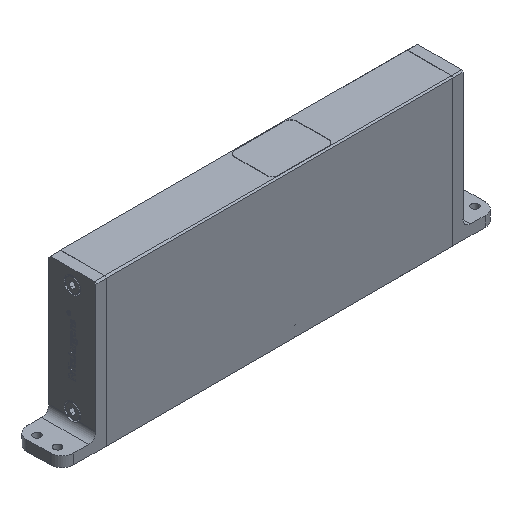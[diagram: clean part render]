
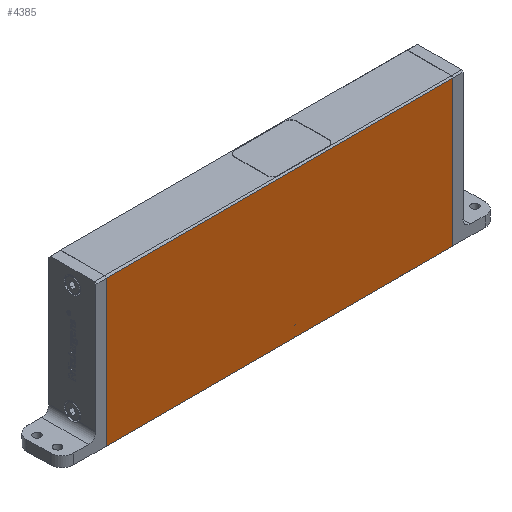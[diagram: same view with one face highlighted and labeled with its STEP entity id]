
A CAD part, isometric view. The second image highlights one B-rep face of the part: STEP entity #4385.
In plain terms, the highlighted planar face has unit normal (0, -1, 0).
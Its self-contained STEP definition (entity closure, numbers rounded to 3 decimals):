
#63 = CARTESIAN_POINT ( 'NONE',  ( 32., -16., 0. ) ) ;
#849 = ORIENTED_EDGE ( 'NONE', *, *, #5453, .F. ) ;
#1046 = EDGE_LOOP ( 'NONE', ( #849, #10066, #19333, #14622 ) ) ;
#2550 = DIRECTION ( 'NONE',  ( 0., -1., 0. ) ) ;
#4073 = DIRECTION ( 'NONE',  ( 0., 0., -1. ) ) ;
#4385 = ADVANCED_FACE ( 'NONE', ( #22160 ), #20399, .T. ) ;
#4576 = VECTOR ( 'NONE', #14233, 1000. ) ;
#5022 = VERTEX_POINT ( 'NONE', #19640 ) ;
#5131 = EDGE_CURVE ( 'NONE', #5022, #7276, #9686, .T. ) ;
#5453 = EDGE_CURVE ( 'NONE', #5022, #18931, #15977, .T. ) ;
#6401 = EDGE_CURVE ( 'NONE', #11846, #7276, #9616, .T. ) ;
#7276 = VERTEX_POINT ( 'NONE', #15976 ) ;
#7580 = LINE ( 'NONE', #14702, #4576 ) ;
#8384 = AXIS2_PLACEMENT_3D ( 'NONE', #22615, #2550, #15489 ) ;
#9616 = LINE ( 'NONE', #11366, #15511 ) ;
#9686 = LINE ( 'NONE', #16591, #15279 ) ;
#10066 = ORIENTED_EDGE ( 'NONE', *, *, #5131, .T. ) ;
#11366 = CARTESIAN_POINT ( 'NONE',  ( -202.7, -16., 8. ) ) ;
#11846 = VERTEX_POINT ( 'NONE', #21641 ) ;
#12568 = EDGE_CURVE ( 'NONE', #18931, #11846, #7580, .T. ) ;
#14233 = DIRECTION ( 'NONE',  ( -1., 0., 0. ) ) ;
#14622 = ORIENTED_EDGE ( 'NONE', *, *, #12568, .F. ) ;
#14702 = CARTESIAN_POINT ( 'NONE',  ( -202.7, -16., 0. ) ) ;
#15279 = VECTOR ( 'NONE', #21842, 1000. ) ;
#15489 = DIRECTION ( 'NONE',  ( 0., 0., -1. ) ) ;
#15511 = VECTOR ( 'NONE', #16843, 1000. ) ;
#15976 = CARTESIAN_POINT ( 'NONE',  ( -202.7, -16., 98.6 ) ) ;
#15977 = LINE ( 'NONE', #23096, #16052 ) ;
#16052 = VECTOR ( 'NONE', #4073, 1000. ) ;
#16591 = CARTESIAN_POINT ( 'NONE',  ( -202.7, -16., 98.6 ) ) ;
#16843 = DIRECTION ( 'NONE',  ( 0., 0., 1. ) ) ;
#18931 = VERTEX_POINT ( 'NONE', #63 ) ;
#19333 = ORIENTED_EDGE ( 'NONE', *, *, #6401, .F. ) ;
#19640 = CARTESIAN_POINT ( 'NONE',  ( 32., -16., 98.6 ) ) ;
#20399 = PLANE ( 'NONE',  #8384 ) ;
#21641 = CARTESIAN_POINT ( 'NONE',  ( -202.7, -16., 0. ) ) ;
#21842 = DIRECTION ( 'NONE',  ( -1., 0., 0. ) ) ;
#22160 = FACE_OUTER_BOUND ( 'NONE', #1046, .T. ) ;
#22615 = CARTESIAN_POINT ( 'NONE',  ( 0., -16., 0. ) ) ;
#23096 = CARTESIAN_POINT ( 'NONE',  ( 32., -16., 0. ) ) ;
